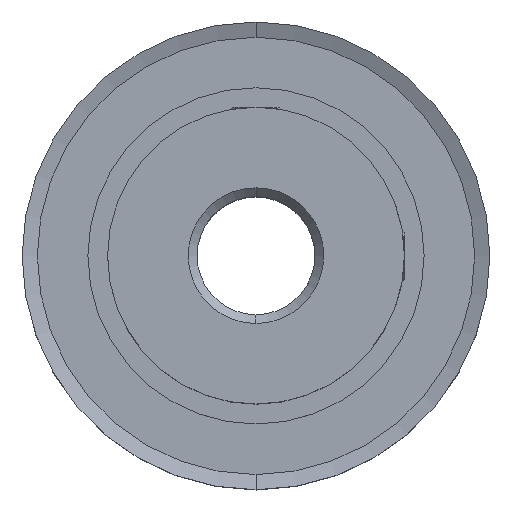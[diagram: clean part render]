
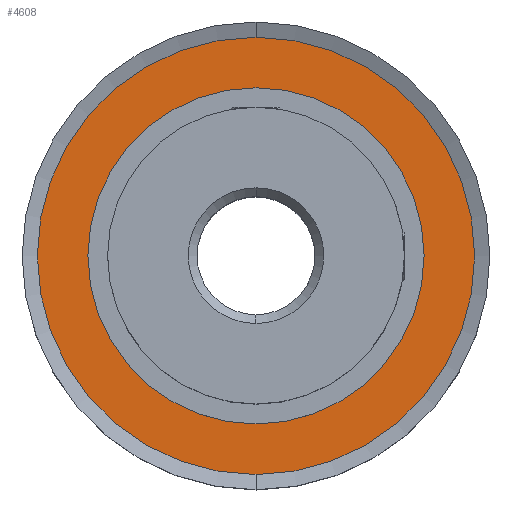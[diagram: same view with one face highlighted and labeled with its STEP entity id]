
A CAD part, top view. The second image highlights one B-rep face of the part: STEP entity #4608.
In plain terms, the highlighted planar face has unit normal (0, 0, 1).
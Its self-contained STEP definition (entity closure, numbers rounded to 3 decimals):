
#568=CARTESIAN_POINT('',(0.,0.,-0.58));
#569=DIRECTION('',(0.,0.,-1.));
#570=DIRECTION('',(1.,0.,0.));
#571=AXIS2_PLACEMENT_3D('',#568,#569,#570);
#577=CARTESIAN_POINT('',(0.,0.,-0.58));
#578=DIRECTION('',(0.,0.,1.));
#579=DIRECTION('',(0.,1.,0.));
#580=AXIS2_PLACEMENT_3D('',#577,#578,#579);
#582=CARTESIAN_POINT('',(0.,0.,-0.58));
#583=DIRECTION('',(0.,0.,-1.));
#584=DIRECTION('',(0.,1.,0.));
#585=AXIS2_PLACEMENT_3D('',#582,#583,#584);
#3211=CARTESIAN_POINT('',(0.,0.,-0.58));
#3212=DIRECTION('',(0.,0.,-1.));
#3213=DIRECTION('',(-1.,0.,0.));
#3214=AXIS2_PLACEMENT_3D('',#3211,#3212,#3213);
#3699=CARTESIAN_POINT('',(0.,22.25,-0.58));
#3700=VERTEX_POINT('',#3699);
#3707=CARTESIAN_POINT('',(0.,-22.25,-0.58));
#3708=VERTEX_POINT('',#3707);
#3789=CARTESIAN_POINT('',(17.105,0.,-0.58));
#3790=CARTESIAN_POINT('',(-17.105,0.,-0.58));
#3791=VERTEX_POINT('',#3789);
#3792=VERTEX_POINT('',#3790);
#4592=CARTESIAN_POINT('',(0.,0.,-0.58));
#4593=DIRECTION('',(0.,0.,-1.));
#4594=DIRECTION('',(0.,-1.,0.));
#4595=AXIS2_PLACEMENT_3D('',#4592,#4593,#4594);
#4596=PLANE('',#4595);
#4598=ORIENTED_EDGE('',*,*,#4597,.F.);
#4600=ORIENTED_EDGE('',*,*,#4599,.T.);
#4601=EDGE_LOOP('',(#4598,#4600));
#4602=FACE_OUTER_BOUND('',#4601,.F.);
#4603=ORIENTED_EDGE('',*,*,#4582,.F.);
#4605=ORIENTED_EDGE('',*,*,#4604,.F.);
#4606=EDGE_LOOP('',(#4603,#4605));
#4607=FACE_BOUND('',#4606,.F.);
#572=CIRCLE('',#571,17.105);
#581=CIRCLE('',#580,22.25);
#586=CIRCLE('',#585,22.25);
#3215=CIRCLE('',#3214,17.105);
#4582=EDGE_CURVE('',#3791,#3792,#572,.T.);
#4597=EDGE_CURVE('',#3700,#3708,#581,.T.);
#4599=EDGE_CURVE('',#3700,#3708,#586,.T.);
#4604=EDGE_CURVE('',#3792,#3791,#3215,.T.);
#4608=ADVANCED_FACE('',(#4602,#4607),#4596,.F.);
